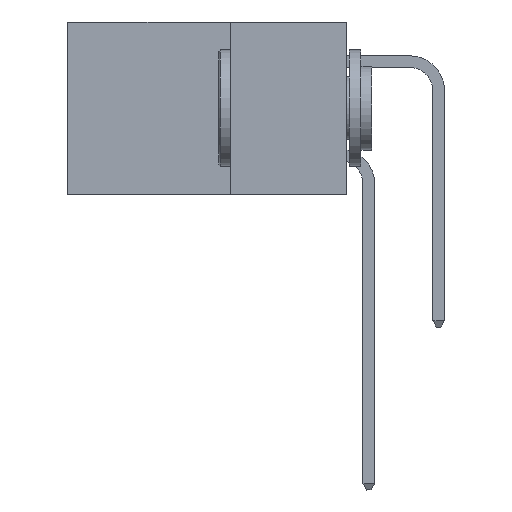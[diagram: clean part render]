
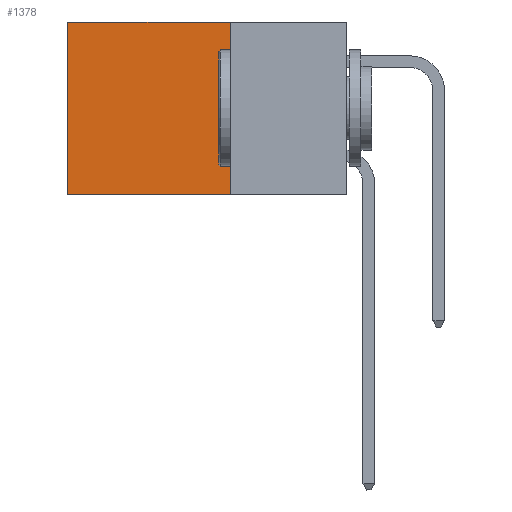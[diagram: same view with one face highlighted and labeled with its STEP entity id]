
A CAD part, left-side view. The second image highlights one B-rep face of the part: STEP entity #1378.
In plain terms, the highlighted planar face has unit normal (-1, 0, 0).
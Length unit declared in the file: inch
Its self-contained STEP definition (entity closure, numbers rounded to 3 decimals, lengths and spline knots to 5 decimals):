
#631 = DIRECTION ( 'NONE',  ( 0., 1., 0. ) ) ;
#710 = DIRECTION ( 'NONE',  ( 1., 0., 0. ) ) ;
#1378 = ADVANCED_FACE ( 'NONE', ( #23273 ), #22895, .F. ) ;
#1909 = LINE ( 'NONE', #24259, #34723 ) ;
#4929 = VERTEX_POINT ( 'NONE', #17463 ) ;
#5660 = DIRECTION ( 'NONE',  ( 0., 0., -1. ) ) ;
#6408 = LINE ( 'NONE', #13254, #21773 ) ;
#11624 = CARTESIAN_POINT ( 'NONE',  ( 0.2875, 0.6, 0. ) ) ;
#11647 = DIRECTION ( 'NONE',  ( 0., 0., -1. ) ) ;
#13254 = CARTESIAN_POINT ( 'NONE',  ( 0.2875, 0.25, 0. ) ) ;
#13868 = EDGE_CURVE ( 'NONE', #4929, #29293, #6408, .T. ) ;
#15836 = VECTOR ( 'NONE', #5660, 39.37008 ) ;
#17463 = CARTESIAN_POINT ( 'NONE',  ( 0.2875, 0.25, 0. ) ) ;
#19274 = VECTOR ( 'NONE', #24524, 39.37008 ) ;
#19727 = CARTESIAN_POINT ( 'NONE',  ( 0.2875, 0.25, 0. ) ) ;
#21379 = CARTESIAN_POINT ( 'NONE',  ( 0.2875, 0.25, -0.37 ) ) ;
#21773 = VECTOR ( 'NONE', #631, 39.37008 ) ;
#22595 = ORIENTED_EDGE ( 'NONE', *, *, #37615, .F. ) ;
#22895 = PLANE ( 'NONE',  #29063 ) ;
#23273 = FACE_OUTER_BOUND ( 'NONE', #37551, .T. ) ;
#24259 = CARTESIAN_POINT ( 'NONE',  ( 0.2875, 0.25, 0. ) ) ;
#24524 = DIRECTION ( 'NONE',  ( 0., 1., 0. ) ) ;
#24916 = ORIENTED_EDGE ( 'NONE', *, *, #13868, .T. ) ;
#27286 = ORIENTED_EDGE ( 'NONE', *, *, #37555, .F. ) ;
#27740 = LINE ( 'NONE', #21379, #19274 ) ;
#27777 = LINE ( 'NONE', #11624, #15836 ) ;
#28480 = VERTEX_POINT ( 'NONE', #38189 ) ;
#29063 = AXIS2_PLACEMENT_3D ( 'NONE', #19727, #710, #32381 ) ;
#29293 = VERTEX_POINT ( 'NONE', #34365 ) ;
#31511 = VERTEX_POINT ( 'NONE', #36357 ) ;
#32381 = DIRECTION ( 'NONE',  ( 0., 0., -1. ) ) ;
#32666 = ORIENTED_EDGE ( 'NONE', *, *, #36986, .T. ) ;
#34365 = CARTESIAN_POINT ( 'NONE',  ( 0.2875, 0.6, 0. ) ) ;
#34723 = VECTOR ( 'NONE', #11647, 39.37008 ) ;
#36357 = CARTESIAN_POINT ( 'NONE',  ( 0.2875, 0.25, -0.37 ) ) ;
#36986 = EDGE_CURVE ( 'NONE', #29293, #28480, #27777, .T. ) ;
#37551 = EDGE_LOOP ( 'NONE', ( #32666, #27286, #22595, #24916 ) ) ;
#37555 = EDGE_CURVE ( 'NONE', #31511, #28480, #27740, .T. ) ;
#37615 = EDGE_CURVE ( 'NONE', #4929, #31511, #1909, .T. ) ;
#38189 = CARTESIAN_POINT ( 'NONE',  ( 0.2875, 0.6, -0.37 ) ) ;
